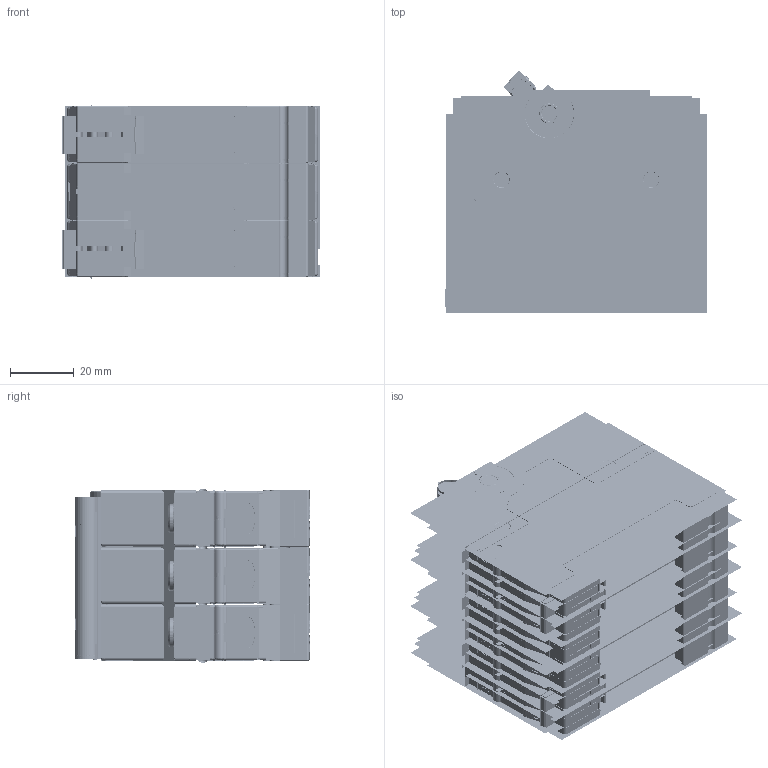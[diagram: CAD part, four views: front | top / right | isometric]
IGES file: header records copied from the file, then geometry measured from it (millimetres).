
Start section:  PTC IGES file: NXB-63H-3p.igs
Global section: file name: NXB-63H-3p.igs; native system: Pro/ENGINEER by Parametric Technology Corporation; preprocessor: 2009460; author: tubing; organization: Unknown; date: 20170408.143449; units: millimetre
Bounding box: 82.19 x 76.15 x 54.56 mm (x, y, z)
Surface area: 3367275.3 mm2 (no closed solid volume)
Topology: 0 solids, 0 shells, 15543 faces, 257468 edges, 334004 vertices
Faces by surface type: bspline 9146, revolution 5503, extrusion 894
